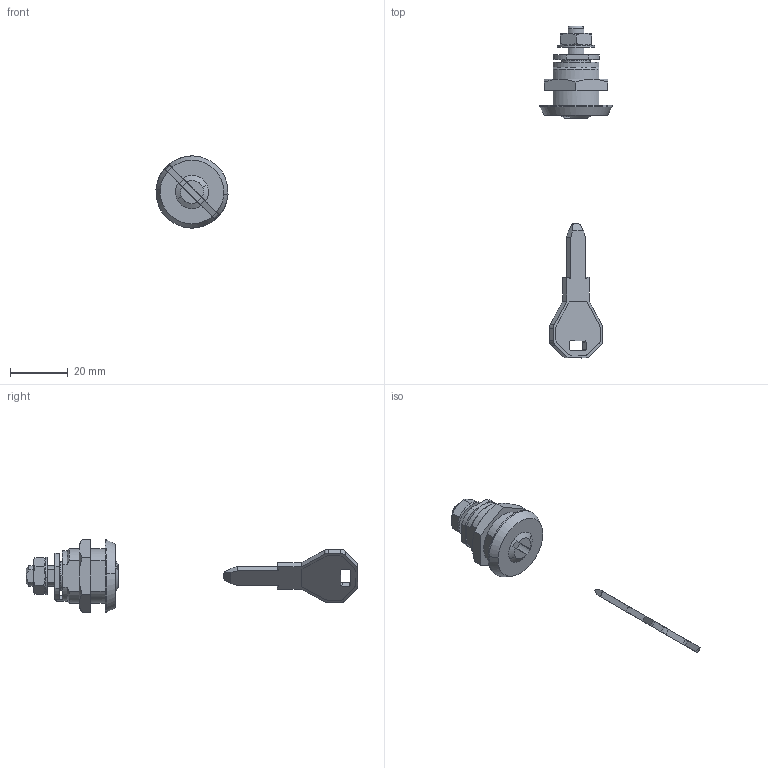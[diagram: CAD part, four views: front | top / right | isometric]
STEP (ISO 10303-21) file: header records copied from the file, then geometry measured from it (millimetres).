
FILE_DESCRIPTION((''),'2;1');
FILE_NAME('','2008-04-30T19:34:27',(''),(''),'','CADfix','');
FILE_SCHEMA(('AUTOMOTIVE_DESIGN { 1 0 10303 214 1 1 1 1 }'));
Length unit declared in the file: millimetre
Bounding box: 24.95 x 115.02 x 25.4 mm (x, y, z)
Volume: 7898.3 mm3; surface area: 5768.3 mm2
Topology: 6 solids, 6 shells, 214 faces, 596 edges, 402 vertices
Faces by surface type: bspline 214
Entity records: 7081 total; most frequent: CARTESIAN_POINT 3601, ORIENTED_EDGE 1192, EDGE_CURVE 596, VERTEX_POINT 402, QUASI_UNIFORM_CURVE 336, EDGE_LOOP 232, FACE_OUTER_BOUND 214, ADVANCED_FACE 214
